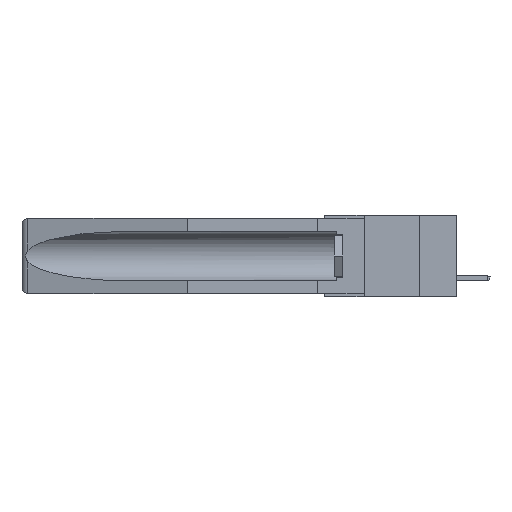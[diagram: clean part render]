
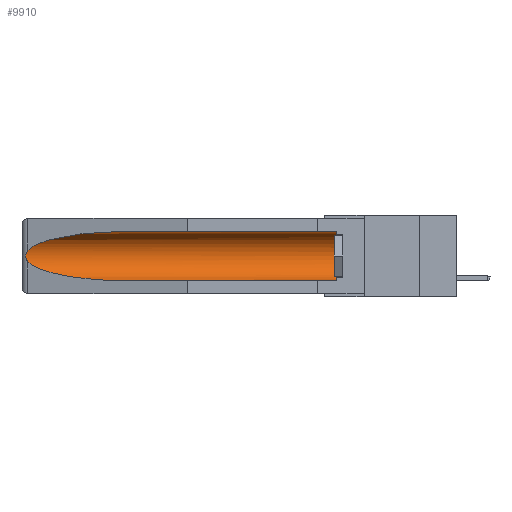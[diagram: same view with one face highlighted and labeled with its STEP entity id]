
A CAD part, left-side view. The second image highlights one B-rep face of the part: STEP entity #9910.
In plain terms, the highlighted cylindrical face has radius 2.857 mm (diameter 5.715 mm), a partial arc.
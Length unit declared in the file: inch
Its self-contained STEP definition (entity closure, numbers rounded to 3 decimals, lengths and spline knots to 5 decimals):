
#223 = EDGE_CURVE ( 'NONE', #19159, #5388, #12923, .T. ) ;
#783 = CARTESIAN_POINT ( 'NONE',  ( 0.155, 1.07973, -0.284 ) ) ;
#1118 = VERTEX_POINT ( 'NONE', #27327 ) ;
#1377 = CARTESIAN_POINT ( 'NONE',  ( 0.155, -0.30754, -0.284 ) ) ;
#1397 = CARTESIAN_POINT ( 'NONE',  ( 0.26655, 1.53094, -0.18657 ) ) ;
#1456 = DIRECTION ( 'NONE',  ( 0., 0., 1. ) ) ;
#1583 = CARTESIAN_POINT ( 'NONE',  ( 0.155, 1.07973, -0.284 ) ) ;
#1697 = CARTESIAN_POINT ( 'NONE',  ( 0.21114, 1.30732, -0.284 ) ) ;
#1918 = CARTESIAN_POINT ( 'NONE',  ( 0.25451, 1.48313, -0.24835 ) ) ;
#2233 = CARTESIAN_POINT ( 'NONE',  ( 0.26537, 1.52718, -0.14972 ) ) ;
#2451 = CARTESIAN_POINT ( 'NONE',  ( 0.25451, 1.48313, -0.09465 ) ) ;
#2663 = ORIENTED_EDGE ( 'NONE', *, *, #7134, .T. ) ;
#3485 = CARTESIAN_POINT ( 'NONE',  ( 0.2675, 1.53308, -0.16763 ) ) ;
#4089 = DIRECTION ( 'NONE',  ( 0., 1., 0. ) ) ;
#4826 = ORIENTED_EDGE ( 'NONE', *, *, #31134, .T. ) ;
#5369 = EDGE_CURVE ( 'NONE', #8966, #1118, #25710, .T. ) ;
#5388 = VERTEX_POINT ( 'NONE', #24610 ) ;
#5503 = EDGE_LOOP ( 'NONE', ( #2663, #14593, #12319, #31646, #28699, #4826 ) ) ;
#5976 = LINE ( 'NONE', #1377, #19023 ) ;
#6069 = LINE ( 'NONE', #22610, #25010 ) ;
#6344 = DIRECTION ( 'NONE',  ( 0., 1., 0. ) ) ;
#6416 =( BOUNDED_CURVE ( )  B_SPLINE_CURVE ( 3, ( #24278, #1918, #1697, #1583 ),
 .UNSPECIFIED., .F., .T. ) 
 B_SPLINE_CURVE_WITH_KNOTS ( ( 4, 4 ),
 ( 0.1948, 1.5708 ),
 .UNSPECIFIED. ) 
 CURVE ( )  GEOMETRIC_REPRESENTATION_ITEM ( )  RATIONAL_B_SPLINE_CURVE ( ( 1., 0.848, 0.848, 1. ) ) 
 REPRESENTATION_ITEM ( '' )  );
#7134 = EDGE_CURVE ( 'NONE', #30443, #19159, #7862, .T. ) ;
#7298 = FACE_OUTER_BOUND ( 'NONE', #5503, .T. ) ;
#7364 = VERTEX_POINT ( 'NONE', #783 ) ;
#7862 =( BOUNDED_CURVE ( )  B_SPLINE_CURVE ( 3, ( #9625, #20096, #2451, #2233 ),
 .UNSPECIFIED., .F., .F. ) 
 B_SPLINE_CURVE_WITH_KNOTS ( ( 4, 4 ),
 ( 4.71239, 6.08839 ),
 .UNSPECIFIED. ) 
 CURVE ( )  GEOMETRIC_REPRESENTATION_ITEM ( )  RATIONAL_B_SPLINE_CURVE ( ( 1., 0.848, 0.848, 1. ) ) 
 REPRESENTATION_ITEM ( '' )  );
#8879 = AXIS2_PLACEMENT_3D ( 'NONE', #32282, #11883, #22004 ) ;
#8966 = VERTEX_POINT ( 'NONE', #14815 ) ;
#9625 = CARTESIAN_POINT ( 'NONE',  ( 0.155, 1.07973, -0.059 ) ) ;
#9910 = ADVANCED_FACE ( 'NONE', ( #7298 ), #10055, .F. ) ;
#10055 = CYLINDRICAL_SURFACE ( 'NONE', #30617, 0.1125 ) ;
#11012 = CARTESIAN_POINT ( 'NONE',  ( 0.26597, 1.52961, -0.15275 ) ) ;
#11883 = DIRECTION ( 'NONE',  ( 0., -1., 0. ) ) ;
#12319 = ORIENTED_EDGE ( 'NONE', *, *, #15429, .T. ) ;
#12923 = B_SPLINE_CURVE_WITH_KNOTS ( 'NONE', 3,
 ( #13558, #11012, #13889, #28771, #3485, #18727, #16540, #1397, #31097, #31310 ),
 .UNSPECIFIED., .F., .F.,
 ( 4, 2, 2, 2, 4 ),
 ( 0., 0.00029, 0.00058, 0.00087, 0.00117 ),
 .UNSPECIFIED. ) ;
#13558 = CARTESIAN_POINT ( 'NONE',  ( 0.26537, 1.52718, -0.14972 ) ) ;
#13889 = CARTESIAN_POINT ( 'NONE',  ( 0.26654, 1.53092, -0.15636 ) ) ;
#14593 = ORIENTED_EDGE ( 'NONE', *, *, #223, .T. ) ;
#14815 = CARTESIAN_POINT ( 'NONE',  ( 0.155, 0.126, -0.284 ) ) ;
#15228 = EDGE_CURVE ( 'NONE', #8966, #7364, #5976, .T. ) ;
#15429 = EDGE_CURVE ( 'NONE', #5388, #7364, #6416, .T. ) ;
#16155 = CARTESIAN_POINT ( 'NONE',  ( 0.155, -0.30754, -0.1715 ) ) ;
#16540 = CARTESIAN_POINT ( 'NONE',  ( 0.2673, 1.53269, -0.17917 ) ) ;
#16917 = CARTESIAN_POINT ( 'NONE',  ( 0.155, 1.07973, -0.059 ) ) ;
#18727 = CARTESIAN_POINT ( 'NONE',  ( 0.2675, 1.53308, -0.17534 ) ) ;
#19023 = VECTOR ( 'NONE', #6344, 39.37008 ) ;
#19159 = VERTEX_POINT ( 'NONE', #25887 ) ;
#20096 = CARTESIAN_POINT ( 'NONE',  ( 0.21114, 1.30732, -0.059 ) ) ;
#22004 = DIRECTION ( 'NONE',  ( 0., 0., 1. ) ) ;
#22610 = CARTESIAN_POINT ( 'NONE',  ( 0.155, -0.30754, -0.059 ) ) ;
#24278 = CARTESIAN_POINT ( 'NONE',  ( 0.26537, 1.52718, -0.19328 ) ) ;
#24610 = CARTESIAN_POINT ( 'NONE',  ( 0.26537, 1.52718, -0.19328 ) ) ;
#25010 = VECTOR ( 'NONE', #30256, 39.37008 ) ;
#25710 = CIRCLE ( 'NONE', #8879, 0.1125 ) ;
#25887 = CARTESIAN_POINT ( 'NONE',  ( 0.26537, 1.52718, -0.14972 ) ) ;
#27327 = CARTESIAN_POINT ( 'NONE',  ( 0.155, 0.126, -0.059 ) ) ;
#28699 = ORIENTED_EDGE ( 'NONE', *, *, #5369, .T. ) ;
#28771 = CARTESIAN_POINT ( 'NONE',  ( 0.2673, 1.5327, -0.16383 ) ) ;
#30256 = DIRECTION ( 'NONE',  ( 0., 1., 0. ) ) ;
#30443 = VERTEX_POINT ( 'NONE', #16917 ) ;
#30617 = AXIS2_PLACEMENT_3D ( 'NONE', #16155, #4089, #1456 ) ;
#31097 = CARTESIAN_POINT ( 'NONE',  ( 0.26597, 1.5296, -0.19026 ) ) ;
#31134 = EDGE_CURVE ( 'NONE', #1118, #30443, #6069, .T. ) ;
#31310 = CARTESIAN_POINT ( 'NONE',  ( 0.26537, 1.52718, -0.19328 ) ) ;
#31646 = ORIENTED_EDGE ( 'NONE', *, *, #15228, .F. ) ;
#32282 = CARTESIAN_POINT ( 'NONE',  ( 0.155, 0.126, -0.1715 ) ) ;
